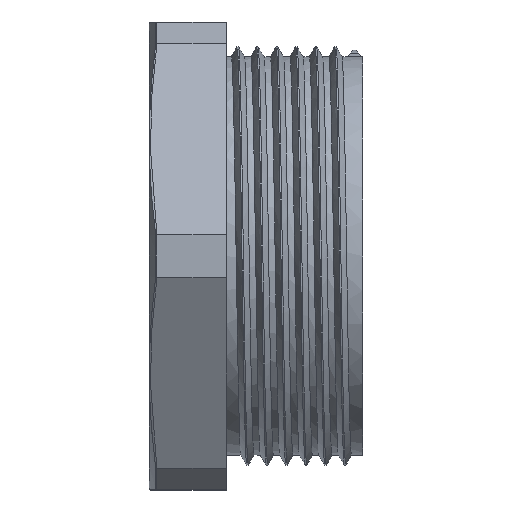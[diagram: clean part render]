
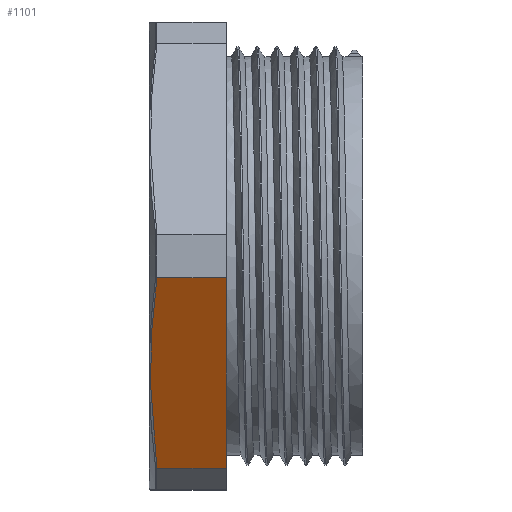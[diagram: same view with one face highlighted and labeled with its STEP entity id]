
A CAD part, front view. The second image highlights one B-rep face of the part: STEP entity #1101.
In plain terms, the highlighted planar face has unit normal (0, -0.866, -0.5).
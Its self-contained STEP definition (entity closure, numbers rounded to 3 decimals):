
#47=PLANE('',#1206);
#99=FACE_OUTER_BOUND('',#177,.T.);
#177=EDGE_LOOP('',(#803,#804,#805,#806));
#248=LINE('',#2606,#296);
#252=LINE('',#2653,#300);
#253=LINE('',#2654,#301);
#296=VECTOR('',#1373,10.);
#300=VECTOR('',#1401,10.);
#301=VECTOR('',#1402,10.);
#421=B_SPLINE_CURVE_WITH_KNOTS('',3,(#2647,#2648,#2649,#2650,#2651),
 .UNSPECIFIED.,.F.,.F.,(4,1,4),(0.301,1.027,1.996),
 .UNSPECIFIED.);
#485=VERTEX_POINT('',#2599);
#488=VERTEX_POINT('',#2604);
#493=VERTEX_POINT('',#2646);
#494=VERTEX_POINT('',#2652);
#600=EDGE_CURVE('',#488,#485,#248,.T.);
#611=EDGE_CURVE('',#493,#488,#421,.T.);
#612=EDGE_CURVE('',#494,#493,#252,.T.);
#613=EDGE_CURVE('',#485,#494,#253,.T.);
#803=ORIENTED_EDGE('',*,*,#600,.F.);
#804=ORIENTED_EDGE('',*,*,#611,.F.);
#805=ORIENTED_EDGE('',*,*,#612,.F.);
#806=ORIENTED_EDGE('',*,*,#613,.F.);
#1101=ADVANCED_FACE('',(#99),#47,.F.);
#1206=AXIS2_PLACEMENT_3D('',#2645,#1399,#1400);
#1373=DIRECTION('',(1.,0.,0.));
#1399=DIRECTION('center_axis',(0.,0.866,
0.5));
#1400=DIRECTION('ref_axis',(0.,-0.5,0.866));
#1401=DIRECTION('',(-1.,0.,0.));
#1402=DIRECTION('',(0.,0.5,-0.866));
#2599=CARTESIAN_POINT('',(-10.5,-19.818,-1.674));
#2604=CARTESIAN_POINT('',(-15.823,-19.818,-1.674));
#2606=CARTESIAN_POINT('',(-16.4,-19.818,-1.674));
#2645=CARTESIAN_POINT('Origin',(-16.4,-11.346,-16.349));
#2646=CARTESIAN_POINT('',(-15.823,-11.359,-16.326));
#2647=CARTESIAN_POINT('Ctrl Pts',(-15.823,-11.359,-16.326));
#2648=CARTESIAN_POINT('Ctrl Pts',(-16.094,-12.563,-14.241));
#2649=CARTESIAN_POINT('Ctrl Pts',(-16.507,-15.385,-9.352));
#2650=CARTESIAN_POINT('Ctrl Pts',(-16.184,-18.213,-4.454));
#2651=CARTESIAN_POINT('Ctrl Pts',(-15.823,-19.818,-1.674));
#2652=CARTESIAN_POINT('',(-10.5,-11.359,-16.326));
#2653=CARTESIAN_POINT('',(-16.4,-11.359,-16.326));
#2654=CARTESIAN_POINT('',(-10.5,-11.55,-15.995));
